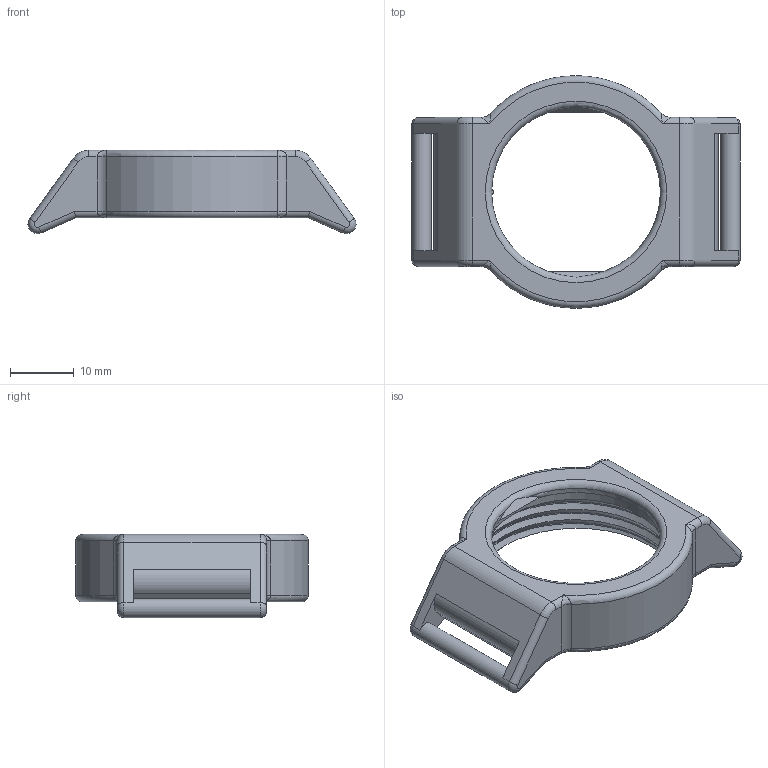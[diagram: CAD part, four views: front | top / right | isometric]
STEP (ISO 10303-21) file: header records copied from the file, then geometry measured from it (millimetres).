
FILE_DESCRIPTION(/* description */ ('STEP AP242','CAx-IF Rec.Pracs.---Representation and Presentation of Product Manufacturing Information (PMI)---4.0---2014-10-13','CAx-IF Rec.Pracs.---3D Tessellated Geometry---0.4---2014-09-14','2;1'),/* implementation_level */ '2;1');
FILE_NAME(/* name */ '648ce1536a7a0442dbb59e83',/* time_stamp */ '2023-06-16T22:25:23Z',/* author */ (''),/* organization */ (''),/* preprocessor_version */ 'ST-DEVELOPER v19.4',/* originating_system */ ' ',/* authorisation */ ' ');
FILE_SCHEMA (('AP242_MANAGED_MODEL_BASED_3D_ENGINEERING_MIM_LF { 1 0 10303 442 1 1 4 }'));
Length unit declared in the file: metre
Products named in the file (1): Watch Body
Bounding box: 51.49 x 36.5 x 13.1 mm (x, y, z)
Volume: 5593.8 mm3; surface area: 4281.5 mm2
Topology: 1 solids, 1 shells, 79 faces, 200 edges, 112 vertices
Faces by surface type: cylinder 35, plane 21, torus 13, bspline 10
Full cylindrical faces by diameter (mm): 3 x2
Entity records: 4004 total; most frequent: CARTESIAN_POINT 2180, DIRECTION 384, ORIENTED_EDGE 376, EDGE_CURVE 188, AXIS2_PLACEMENT_3D 153, VERTEX_POINT 111, EDGE_LOOP 85, FACE_BOUND 85
